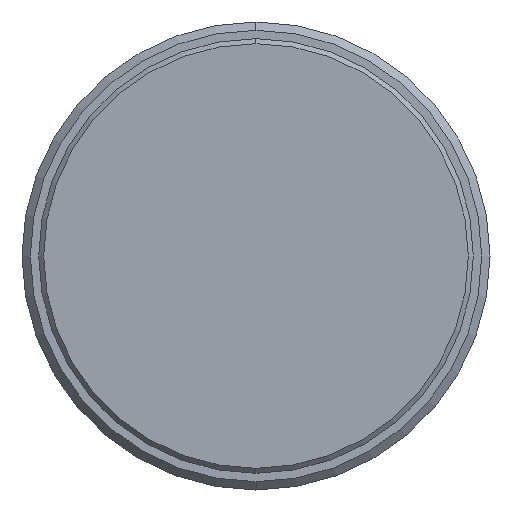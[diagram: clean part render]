
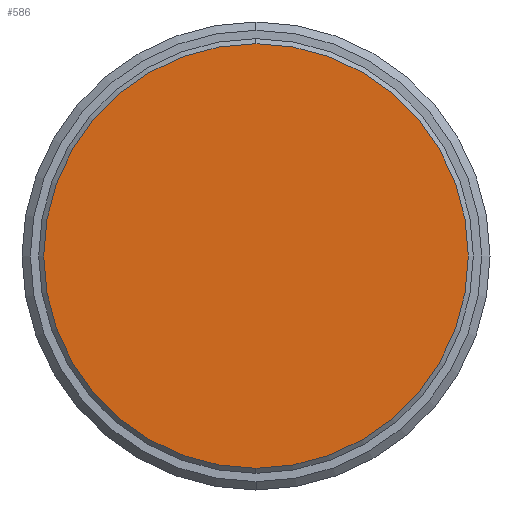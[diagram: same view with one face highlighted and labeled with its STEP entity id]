
A CAD part, left-side view. The second image highlights one B-rep face of the part: STEP entity #586.
In plain terms, the highlighted planar face has unit normal (-1, 0, 0).
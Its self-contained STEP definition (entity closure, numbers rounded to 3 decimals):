
#12 = EDGE_CURVE ( 'NONE', #344, #367, #70, .T. ) ;
#25 = DIRECTION ( 'NONE',  ( -1., 0., 0. ) ) ;
#41 = AXIS2_PLACEMENT_3D ( 'NONE', #564, #371, #510 ) ;
#70 = CIRCLE ( 'NONE', #522, 12.7 ) ;
#83 = CARTESIAN_POINT ( 'NONE',  ( -128.996, 0., 12.7 ) ) ;
#141 = CIRCLE ( 'NONE', #285, 12.7 ) ;
#164 = DIRECTION ( 'NONE',  ( 0., 0., -1. ) ) ;
#192 = ORIENTED_EDGE ( 'NONE', *, *, #12, .T. ) ;
#215 = EDGE_LOOP ( 'NONE', ( #192, #460 ) ) ;
#222 = CARTESIAN_POINT ( 'NONE',  ( -128.996, 0., -12.7 ) ) ;
#285 = AXIS2_PLACEMENT_3D ( 'NONE', #550, #25, #464 ) ;
#344 = VERTEX_POINT ( 'NONE', #222 ) ;
#367 = VERTEX_POINT ( 'NONE', #83 ) ;
#371 = DIRECTION ( 'NONE',  ( 1., 0., 0. ) ) ;
#393 = EDGE_CURVE ( 'NONE', #367, #344, #141, .T. ) ;
#447 = DIRECTION ( 'NONE',  ( -1., 0., 0. ) ) ;
#460 = ORIENTED_EDGE ( 'NONE', *, *, #393, .T. ) ;
#464 = DIRECTION ( 'NONE',  ( 0., 0., -1. ) ) ;
#510 = DIRECTION ( 'NONE',  ( 0., 0., -1. ) ) ;
#514 = PLANE ( 'NONE',  #41 ) ;
#522 = AXIS2_PLACEMENT_3D ( 'NONE', #530, #447, #164 ) ;
#530 = CARTESIAN_POINT ( 'NONE',  ( -128.996, 0., 0. ) ) ;
#546 = FACE_OUTER_BOUND ( 'NONE', #215, .T. ) ;
#550 = CARTESIAN_POINT ( 'NONE',  ( -128.996, 0., 0. ) ) ;
#564 = CARTESIAN_POINT ( 'NONE',  ( -128.996, -12.852, 12.852 ) ) ;
#586 = ADVANCED_FACE ( 'NONE', ( #546 ), #514, .F. ) ;
